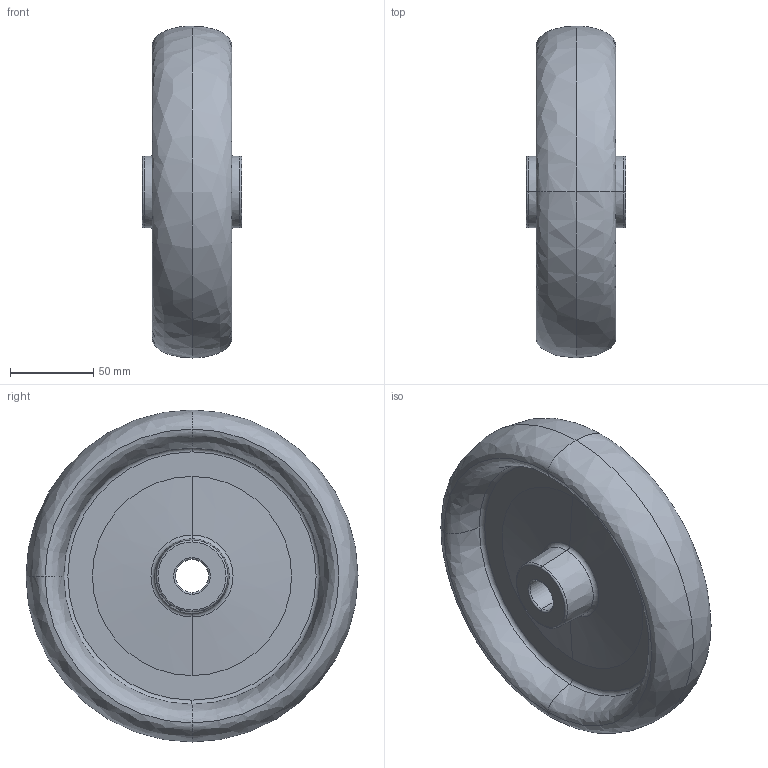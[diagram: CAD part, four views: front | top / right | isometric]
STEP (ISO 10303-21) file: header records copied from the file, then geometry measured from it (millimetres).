
FILE_DESCRIPTION (( 'STEP AP214' ), '1' );
FILE_NAME ('0033522_PALB-200-48-58-G20.STEP', '2017-10-26T10:33:28', ( '' ), ( '' ), 'SwSTEP 2.0', 'SolidWorks 2016', '' );
FILE_SCHEMA (( 'AUTOMOTIVE_DESIGN' ));
Length unit declared in the file: millimetre
Products named in the file (1): 0033522_PALB-200-48-58-G20
Bounding box: 60 x 200 x 200 mm (x, y, z)
Surface area: 106874.3 mm2 (no closed solid volume)
Topology: 0 solids, 1 shells, 112 faces, 417 edges, 289 vertices
Faces by surface type: plane 54, bspline 32, torus 16, cone 8, cylinder 2
Entity records: 7007 total; most frequent: CARTESIAN_POINT 2551, ORIENTED_EDGE 644, DIRECTION 558, EDGE_CURVE 417, VERTEX_POINT 289, VECTOR 270, LINE 270, AXIS2_PLACEMENT_3D 144
